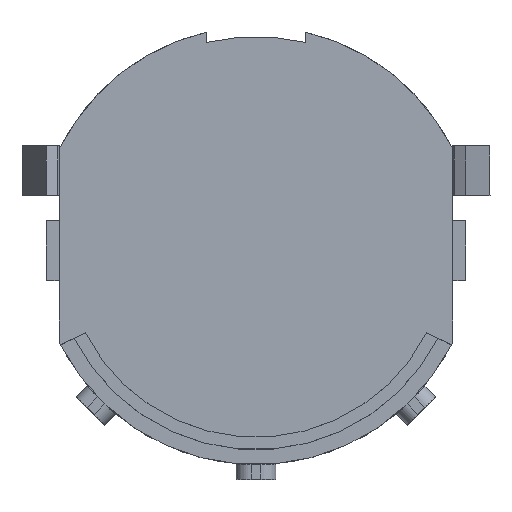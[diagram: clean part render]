
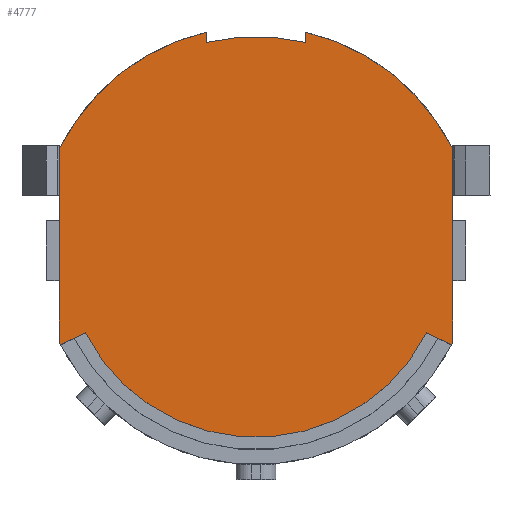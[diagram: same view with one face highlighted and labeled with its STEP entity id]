
A CAD part, top view. The second image highlights one B-rep face of the part: STEP entity #4777.
In plain terms, the highlighted face is planar.
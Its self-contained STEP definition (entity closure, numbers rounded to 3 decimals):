
#3284=CARTESIAN_POINT('',(-3.95,-1.,-2.1));
#3285=VERTEX_POINT('',#3284);
#3286=CARTESIAN_POINT('',(-3.95,-1.938,-2.1));
#3287=VERTEX_POINT('',#3286);
#3288=CARTESIAN_POINT('',(-3.95,-1.,-2.1));
#3289=DIRECTION('',(0.0,-1.0,0.0));
#3290=VECTOR('',#3289,0.938);
#3291=LINE('',#3288,#3290);
#3292=EDGE_CURVE('',#3285,#3287,#3291,.T.);
#3602=CARTESIAN_POINT('',(-3.95,1.938,-2.1));
#3603=VERTEX_POINT('',#3602);
#3610=CARTESIAN_POINT('',(-3.95,1.938,-2.1));
#3611=DIRECTION('',(0.0,-1.0,0.0));
#3612=VECTOR('',#3611,2.938);
#3613=LINE('',#3610,#3612);
#3614=EDGE_CURVE('',#3603,#3285,#3613,.T.);
#3768=CARTESIAN_POINT('',(3.95,-1.938,-2.1));
#3769=VERTEX_POINT('',#3768);
#3776=CARTESIAN_POINT('',(3.95,-1.,-2.1));
#3777=VERTEX_POINT('',#3776);
#3778=CARTESIAN_POINT('',(3.95,-1.938,-2.1));
#3779=DIRECTION('',(0.0,1.0,0.0));
#3780=VECTOR('',#3779,0.938);
#3781=LINE('',#3778,#3780);
#3782=EDGE_CURVE('',#3769,#3777,#3781,.T.);
#3977=CARTESIAN_POINT('',(3.95,1.938,-2.1));
#3978=VERTEX_POINT('',#3977);
#3979=CARTESIAN_POINT('',(3.95,-1.,-2.1));
#3980=DIRECTION('',(0.0,1.0,0.0));
#3981=VECTOR('',#3980,2.938);
#3982=LINE('',#3979,#3981);
#3983=EDGE_CURVE('',#3777,#3978,#3982,.T.);
#4588=CARTESIAN_POINT('',(3.43,1.748,-2.1));
#4589=VERTEX_POINT('',#4588);
#4596=CARTESIAN_POINT('',(-3.43,1.748,-2.1));
#4597=VERTEX_POINT('',#4596);
#4598=CARTESIAN_POINT('',(0.0,0.,-2.1));
#4599=DIRECTION('',(0.0,0.0,1.0));
#4600=DIRECTION('',(0.891,0.454,0.0));
#4601=AXIS2_PLACEMENT_3D('',#4598,#4599,#4600);
#4602=CIRCLE('',#4601,3.85);
#4603=EDGE_CURVE('',#4589,#4597,#4602,.T.);
#4643=CARTESIAN_POINT('',(3.92,1.998,-2.1));
#4644=VERTEX_POINT('',#4643);
#4651=CARTESIAN_POINT('',(3.92,1.998,-2.1));
#4652=DIRECTION('',(-0.891,-0.454,0.0));
#4653=VECTOR('',#4652,0.55);
#4654=LINE('',#4651,#4653);
#4655=EDGE_CURVE('',#4644,#4589,#4654,.T.);
#4675=CARTESIAN_POINT('',(-3.92,1.998,-2.1));
#4676=VERTEX_POINT('',#4675);
#4677=CARTESIAN_POINT('',(-3.43,1.748,-2.1));
#4678=DIRECTION('',(-0.891,0.454,0.0));
#4679=VECTOR('',#4678,0.55);
#4680=LINE('',#4677,#4679);
#4681=EDGE_CURVE('',#4597,#4676,#4680,.T.);
#4708=CARTESIAN_POINT('',(2.786,-3.021,-2.1));
#4709=DIRECTION('',(0.0,0.0,1.0));
#4710=DIRECTION('',(1.0,0.0,0.0));
#4711=AXIS2_PLACEMENT_3D('',#4708,#4709,#4710);
#4712=PLANE('',#4711);
#4713=CARTESIAN_POINT('',(1.,-4.285,-2.1));
#4714=VERTEX_POINT('',#4713);
#4715=CARTESIAN_POINT('',(0.0,0.,-2.1));
#4716=DIRECTION('',(0.0,0.0,1.0));
#4717=DIRECTION('',(0.227,-0.974,0.0));
#4718=AXIS2_PLACEMENT_3D('',#4715,#4716,#4717);
#4719=CIRCLE('',#4718,4.4);
#4720=EDGE_CURVE('',#4714,#3769,#4719,.T.);
#4721=ORIENTED_EDGE('',*,*,#4720,.F.);
#4722=CARTESIAN_POINT('',(1.,-4.079,-2.1));
#4723=VERTEX_POINT('',#4722);
#4724=CARTESIAN_POINT('',(1.,-4.079,-2.1));
#4725=DIRECTION('',(0.0,-1.0,0.0));
#4726=VECTOR('',#4725,0.206);
#4727=LINE('',#4724,#4726);
#4728=EDGE_CURVE('',#4723,#4714,#4727,.T.);
#4729=ORIENTED_EDGE('',*,*,#4728,.F.);
#4730=CARTESIAN_POINT('',(-1.,-4.079,-2.1));
#4731=VERTEX_POINT('',#4730);
#4732=CARTESIAN_POINT('',(0.0,0.,-2.1));
#4733=DIRECTION('',(0.0,0.0,1.));
#4734=DIRECTION('',(-0.238,-0.971,0.0));
#4735=AXIS2_PLACEMENT_3D('',#4732,#4733,#4734);
#4736=CIRCLE('',#4735,4.2);
#4737=EDGE_CURVE('',#4731,#4723,#4736,.T.);
#4738=ORIENTED_EDGE('',*,*,#4737,.F.);
#4739=CARTESIAN_POINT('',(-1.,-4.285,-2.1));
#4740=VERTEX_POINT('',#4739);
#4741=CARTESIAN_POINT('',(-1.,-4.285,-2.1));
#4742=DIRECTION('',(0.0,1.0,0.0));
#4743=VECTOR('',#4742,0.206);
#4744=LINE('',#4741,#4743);
#4745=EDGE_CURVE('',#4740,#4731,#4744,.T.);
#4746=ORIENTED_EDGE('',*,*,#4745,.F.);
#4747=CARTESIAN_POINT('',(0.0,0.,-2.1));
#4748=DIRECTION('',(0.0,0.0,1.));
#4749=DIRECTION('',(-0.898,-0.441,0.0));
#4750=AXIS2_PLACEMENT_3D('',#4747,#4748,#4749);
#4751=CIRCLE('',#4750,4.4);
#4752=EDGE_CURVE('',#3287,#4740,#4751,.T.);
#4753=ORIENTED_EDGE('',*,*,#4752,.F.);
#4754=ORIENTED_EDGE('',*,*,#3292,.F.);
#4755=ORIENTED_EDGE('',*,*,#3614,.F.);
#4756=CARTESIAN_POINT('',(0.0,0.,-2.1));
#4757=DIRECTION('',(0.0,0.0,1.));
#4758=DIRECTION('',(0.898,0.441,0.0));
#4759=AXIS2_PLACEMENT_3D('',#4756,#4757,#4758);
#4760=CIRCLE('',#4759,4.4);
#4761=EDGE_CURVE('',#4676,#3603,#4760,.T.);
#4762=ORIENTED_EDGE('',*,*,#4761,.F.);
#4763=ORIENTED_EDGE('',*,*,#4681,.F.);
#4764=ORIENTED_EDGE('',*,*,#4603,.F.);
#4765=ORIENTED_EDGE('',*,*,#4655,.F.);
#4766=CARTESIAN_POINT('',(0.0,0.,-2.1));
#4767=DIRECTION('',(0.0,0.0,1.));
#4768=DIRECTION('',(0.898,0.441,0.0));
#4769=AXIS2_PLACEMENT_3D('',#4766,#4767,#4768);
#4770=CIRCLE('',#4769,4.4);
#4771=EDGE_CURVE('',#3978,#4644,#4770,.T.);
#4772=ORIENTED_EDGE('',*,*,#4771,.F.);
#4773=ORIENTED_EDGE('',*,*,#3983,.F.);
#4774=ORIENTED_EDGE('',*,*,#3782,.F.);
#4775=EDGE_LOOP('',(#4721,#4729,#4738,#4746,#4753,#4754,#4755,#4762,#4763,#4764,#4765,#4772,#4773,#4774));
#4776=FACE_OUTER_BOUND('',#4775,.T.);
#4777=ADVANCED_FACE('',(#4776),#4712,.F.);
